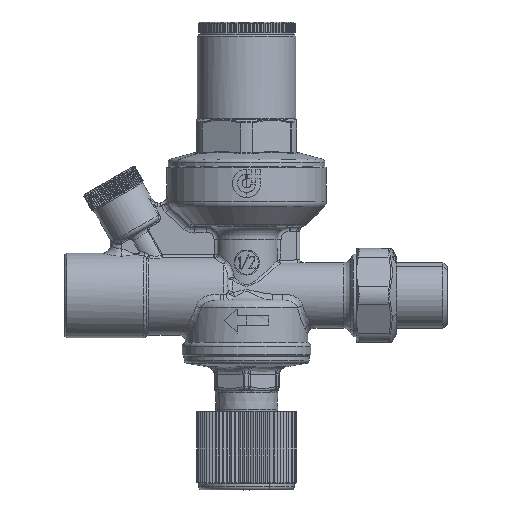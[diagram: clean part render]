
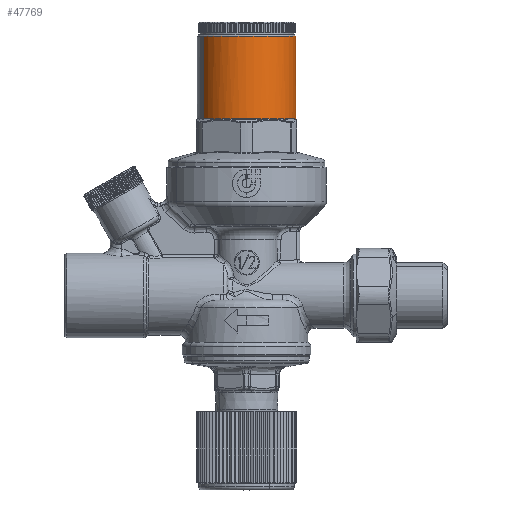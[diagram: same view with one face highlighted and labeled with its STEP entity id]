
A CAD part, left-side view. The second image highlights one B-rep face of the part: STEP entity #47769.
In plain terms, the highlighted cylindrical face has radius 15.75 mm (diameter 31.5 mm), a partial arc.
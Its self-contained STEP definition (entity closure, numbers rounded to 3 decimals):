
#46973=AXIS2_PLACEMENT_3D('Circle Axis2P3D',#46971,#46972,$) ;
#47030=AXIS2_PLACEMENT_3D('Cylinder Axis2P3D',#47027,#47028,#47029) ;
#47115=AXIS2_PLACEMENT_3D('Circle Axis2P3D',#47113,#47114,$) ;
#47700=AXIS2_PLACEMENT_3D('Circle Axis2P3D',#47698,#47699,$) ;
#47713=AXIS2_PLACEMENT_3D('Circle Axis2P3D',#47711,#47712,$) ;
#47718=AXIS2_PLACEMENT_3D('Circle Axis2P3D',#47716,#47717,$) ;
#46766=CARTESIAN_POINT('Control Point',(1.254,-15.7,56.473)) ;
#46767=CARTESIAN_POINT('Control Point',(1.117,-15.711,56.473)) ;
#46768=CARTESIAN_POINT('Control Point',(0.981,-15.72,56.473)) ;
#46769=CARTESIAN_POINT('Control Point',(0.844,-15.728,56.472)) ;
#46770=CARTESIAN_POINT('Control Point',(0.503,-15.744,56.471)) ;
#46771=CARTESIAN_POINT('Control Point',(0.162,-15.751,56.47)) ;
#46772=CARTESIAN_POINT('Control Point',(-0.043,-15.752,56.469)) ;
#46773=CARTESIAN_POINT('Control Point',(-0.408,-15.747,56.47)) ;
#46774=CARTESIAN_POINT('Control Point',(-0.773,-15.732,56.472)) ;
#46775=CARTESIAN_POINT('Control Point',(-0.933,-15.724,56.473)) ;
#46776=CARTESIAN_POINT('Control Point',(-1.094,-15.713,56.473)) ;
#46777=CARTESIAN_POINT('Control Point',(-1.254,-15.7,56.473)) ;
#46778=CARTESIAN_POINT('Vertex',(1.254,-15.7,56.473)) ;
#46780=CARTESIAN_POINT('Vertex',(-1.254,-15.7,56.473)) ;
#46854=CARTESIAN_POINT('Control Point',(-12.97,-8.936,56.473)) ;
#46855=CARTESIAN_POINT('Control Point',(-13.047,-8.823,56.473)) ;
#46856=CARTESIAN_POINT('Control Point',(-13.124,-8.71,56.473)) ;
#46857=CARTESIAN_POINT('Control Point',(-13.199,-8.595,56.472)) ;
#46858=CARTESIAN_POINT('Control Point',(-13.384,-8.308,56.471)) ;
#46859=CARTESIAN_POINT('Control Point',(-13.56,-8.016,56.47)) ;
#46860=CARTESIAN_POINT('Control Point',(-13.663,-7.839,56.469)) ;
#46861=CARTESIAN_POINT('Control Point',(-13.842,-7.521,56.47)) ;
#46862=CARTESIAN_POINT('Control Point',(-14.011,-7.197,56.472)) ;
#46863=CARTESIAN_POINT('Control Point',(-14.084,-7.054,56.473)) ;
#46864=CARTESIAN_POINT('Control Point',(-14.154,-6.909,56.473)) ;
#46865=CARTESIAN_POINT('Control Point',(-14.224,-6.764,56.473)) ;
#46866=CARTESIAN_POINT('Vertex',(-12.97,-8.936,56.473)) ;
#46868=CARTESIAN_POINT('Vertex',(-14.224,-6.764,56.473)) ;
#46929=CARTESIAN_POINT('Control Point',(-14.224,6.764,56.473)) ;
#46930=CARTESIAN_POINT('Control Point',(-14.165,6.888,56.473)) ;
#46931=CARTESIAN_POINT('Control Point',(-14.105,7.011,56.473)) ;
#46932=CARTESIAN_POINT('Control Point',(-14.043,7.133,56.472)) ;
#46933=CARTESIAN_POINT('Control Point',(-13.886,7.437,56.471)) ;
#46934=CARTESIAN_POINT('Control Point',(-13.722,7.735,56.47)) ;
#46935=CARTESIAN_POINT('Control Point',(-13.62,7.913,56.469)) ;
#46936=CARTESIAN_POINT('Control Point',(-13.434,8.227,56.47)) ;
#46937=CARTESIAN_POINT('Control Point',(-13.238,8.535,56.472)) ;
#46938=CARTESIAN_POINT('Control Point',(-13.15,8.67,56.473)) ;
#46939=CARTESIAN_POINT('Control Point',(-13.061,8.803,56.473)) ;
#46940=CARTESIAN_POINT('Control Point',(-12.97,8.936,56.473)) ;
#46941=CARTESIAN_POINT('Vertex',(-14.224,6.764,56.473)) ;
#46943=CARTESIAN_POINT('Vertex',(-12.97,8.936,56.473)) ;
#46971=CARTESIAN_POINT('Axis2P3D Location',(0.,0.,56.473)) ;
#46975=CARTESIAN_POINT('Vertex',(-7.551,13.822,56.473)) ;
#47027=CARTESIAN_POINT('Axis2P3D Location',(0.,0.,57.65)) ;
#47032=CARTESIAN_POINT('Line Origine',(7.551,-13.822,64.539)) ;
#47036=CARTESIAN_POINT('Vertex',(7.551,-13.822,82.8)) ;
#47038=CARTESIAN_POINT('Vertex',(7.551,-13.822,56.473)) ;
#47051=CARTESIAN_POINT('Line Origine',(-7.551,13.822,64.539)) ;
#47055=CARTESIAN_POINT('Vertex',(-7.551,13.822,82.8)) ;
#47113=CARTESIAN_POINT('Axis2P3D Location',(0.,0.,56.473)) ;
#47698=CARTESIAN_POINT('Axis2P3D Location',(0.,0.,56.473)) ;
#47711=CARTESIAN_POINT('Axis2P3D Location',(0.,0.,56.473)) ;
#47716=CARTESIAN_POINT('Axis2P3D Location',(0.,0.,82.8)) ;
#47734=CARTESIAN_POINT('Control Point',(-0.719,-15.734,61.616)) ;
#47735=CARTESIAN_POINT('Control Point',(-0.382,-15.749,61.8)) ;
#47736=CARTESIAN_POINT('Control Point',(0.013,-15.758,61.877)) ;
#47737=CARTESIAN_POINT('Control Point',(0.423,-15.751,61.819)) ;
#47738=CARTESIAN_POINT('Control Point',(0.962,-15.724,61.545)) ;
#47739=CARTESIAN_POINT('Control Point',(1.307,-15.696,61.074)) ;
#47740=CARTESIAN_POINT('Control Point',(1.395,-15.688,60.9)) ;
#47741=CARTESIAN_POINT('Control Point',(1.567,-15.672,60.36)) ;
#47742=CARTESIAN_POINT('Control Point',(1.482,-15.68,59.782)) ;
#47743=CARTESIAN_POINT('Control Point',(1.308,-15.698,59.432)) ;
#47744=CARTESIAN_POINT('Control Point',(1.04,-15.719,59.159)) ;
#47745=CARTESIAN_POINT('Control Point',(0.719,-15.734,58.984)) ;
#47746=CARTESIAN_POINT('Vertex',(-0.719,-15.734,61.616)) ;
#47748=CARTESIAN_POINT('Vertex',(0.719,-15.734,58.984)) ;
#47752=CARTESIAN_POINT('Control Point',(0.719,-15.734,58.984)) ;
#47753=CARTESIAN_POINT('Control Point',(0.382,-15.749,58.8)) ;
#47754=CARTESIAN_POINT('Control Point',(-0.013,-15.758,58.723)) ;
#47755=CARTESIAN_POINT('Control Point',(-0.423,-15.751,58.781)) ;
#47756=CARTESIAN_POINT('Control Point',(-0.962,-15.724,59.055)) ;
#47757=CARTESIAN_POINT('Control Point',(-1.307,-15.696,59.526)) ;
#47758=CARTESIAN_POINT('Control Point',(-1.395,-15.688,59.7)) ;
#47759=CARTESIAN_POINT('Control Point',(-1.567,-15.672,60.24)) ;
#47760=CARTESIAN_POINT('Control Point',(-1.482,-15.68,60.818)) ;
#47761=CARTESIAN_POINT('Control Point',(-1.308,-15.698,61.168)) ;
#47762=CARTESIAN_POINT('Control Point',(-1.04,-15.719,61.441)) ;
#47763=CARTESIAN_POINT('Control Point',(-0.719,-15.734,61.616)) ;
#46972=DIRECTION('Axis2P3D Direction',(0.,0.,1.)) ;
#47028=DIRECTION('Axis2P3D Direction',(0.,0.,1.)) ;
#47029=DIRECTION('Axis2P3D XDirection',(-0.479,0.878,0.)) ;
#47033=DIRECTION('Vector Direction',(0.,0.,1.)) ;
#47052=DIRECTION('Vector Direction',(0.,0.,1.)) ;
#47114=DIRECTION('Axis2P3D Direction',(0.,0.,-1.)) ;
#47699=DIRECTION('Axis2P3D Direction',(0.,0.,1.)) ;
#47712=DIRECTION('Axis2P3D Direction',(0.,0.,1.)) ;
#47717=DIRECTION('Axis2P3D Direction',(0.,0.,1.)) ;
#47034=VECTOR('Line Direction',#47033,1.) ;
#47053=VECTOR('Line Direction',#47052,1.) ;
#47722=ORIENTED_EDGE('',*,*,#47057,.T.) ;
#47723=ORIENTED_EDGE('',*,*,#46977,.F.) ;
#47724=ORIENTED_EDGE('',*,*,#46945,.F.) ;
#47725=ORIENTED_EDGE('',*,*,#47715,.F.) ;
#47726=ORIENTED_EDGE('',*,*,#46870,.F.) ;
#47727=ORIENTED_EDGE('',*,*,#47702,.F.) ;
#47728=ORIENTED_EDGE('',*,*,#46782,.F.) ;
#47729=ORIENTED_EDGE('',*,*,#47117,.F.) ;
#47730=ORIENTED_EDGE('',*,*,#47040,.F.) ;
#47731=ORIENTED_EDGE('',*,*,#47720,.F.) ;
#47766=ORIENTED_EDGE('',*,*,#47750,.T.) ;
#47767=ORIENTED_EDGE('',*,*,#47764,.T.) ;
#47768=FACE_BOUND('',#47765,.T.) ;
#47769=ADVANCED_FACE('PartBody',(#47732,#47768),#47031,.T.) ;
#46765=B_SPLINE_CURVE_WITH_KNOTS('',5,(#46766,#46767,#46768,#46769,#46770,#46771,#46772,#46773,#46774,#46775,#46776,#46777),.UNSPECIFIED.,.F.,.U.,(6,3,3,6),(0.,1.206,3.016,4.432),.UNSPECIFIED.) ;
#46853=B_SPLINE_CURVE_WITH_KNOTS('',5,(#46854,#46855,#46856,#46857,#46858,#46859,#46860,#46861,#46862,#46863,#46864,#46865),.UNSPECIFIED.,.F.,.U.,(6,3,3,6),(0.,1.206,3.016,4.432),.UNSPECIFIED.) ;
#46928=B_SPLINE_CURVE_WITH_KNOTS('',5,(#46929,#46930,#46931,#46932,#46933,#46934,#46935,#46936,#46937,#46938,#46939,#46940),.UNSPECIFIED.,.F.,.U.,(6,3,3,6),(0.,1.206,3.016,4.432),.UNSPECIFIED.) ;
#47733=B_SPLINE_CURVE_WITH_KNOTS('',5,(#47734,#47735,#47736,#47737,#47738,#47739,#47740,#47741,#47742,#47743,#47744,#47745),.UNSPECIFIED.,.F.,.U.,(6,3,3,6),(0.,2.715,4.078,6.668),.UNSPECIFIED.) ;
#47751=B_SPLINE_CURVE_WITH_KNOTS('',5,(#47752,#47753,#47754,#47755,#47756,#47757,#47758,#47759,#47760,#47761,#47762,#47763),.UNSPECIFIED.,.F.,.U.,(6,3,3,6),(0.,2.715,4.078,6.668),.UNSPECIFIED.) ;
#46974=CIRCLE('generated circle',#46973,15.75) ;
#47116=CIRCLE('generated circle',#47115,15.75) ;
#47701=CIRCLE('generated circle',#47700,15.75) ;
#47714=CIRCLE('generated circle',#47713,15.75) ;
#47719=CIRCLE('generated circle',#47718,15.75) ;
#47031=CYLINDRICAL_SURFACE('generated cylinder',#47030,15.75) ;
#46782=EDGE_CURVE('',#46779,#46781,#46765,.T.) ;
#46870=EDGE_CURVE('',#46867,#46869,#46853,.T.) ;
#46945=EDGE_CURVE('',#46942,#46944,#46928,.T.) ;
#46977=EDGE_CURVE('',#46944,#46976,#46974,.F.) ;
#47040=EDGE_CURVE('',#47037,#47039,#47035,.F.) ;
#47057=EDGE_CURVE('',#47056,#46976,#47054,.F.) ;
#47117=EDGE_CURVE('',#47039,#46779,#47116,.T.) ;
#47702=EDGE_CURVE('',#46781,#46867,#47701,.F.) ;
#47715=EDGE_CURVE('',#46869,#46942,#47714,.F.) ;
#47720=EDGE_CURVE('',#47056,#47037,#47719,.T.) ;
#47750=EDGE_CURVE('',#47747,#47749,#47733,.T.) ;
#47764=EDGE_CURVE('',#47749,#47747,#47751,.T.) ;
#47721=EDGE_LOOP('',(#47722,#47723,#47724,#47725,#47726,#47727,#47728,#47729,#47730,#47731)) ;
#47765=EDGE_LOOP('',(#47766,#47767)) ;
#47732=FACE_OUTER_BOUND('',#47721,.T.) ;
#47035=LINE('Line',#47032,#47034) ;
#47054=LINE('Line',#47051,#47053) ;
#46779=VERTEX_POINT('',#46778) ;
#46781=VERTEX_POINT('',#46780) ;
#46867=VERTEX_POINT('',#46866) ;
#46869=VERTEX_POINT('',#46868) ;
#46942=VERTEX_POINT('',#46941) ;
#46944=VERTEX_POINT('',#46943) ;
#46976=VERTEX_POINT('',#46975) ;
#47037=VERTEX_POINT('',#47036) ;
#47039=VERTEX_POINT('',#47038) ;
#47056=VERTEX_POINT('',#47055) ;
#47747=VERTEX_POINT('',#47746) ;
#47749=VERTEX_POINT('',#47748) ;
